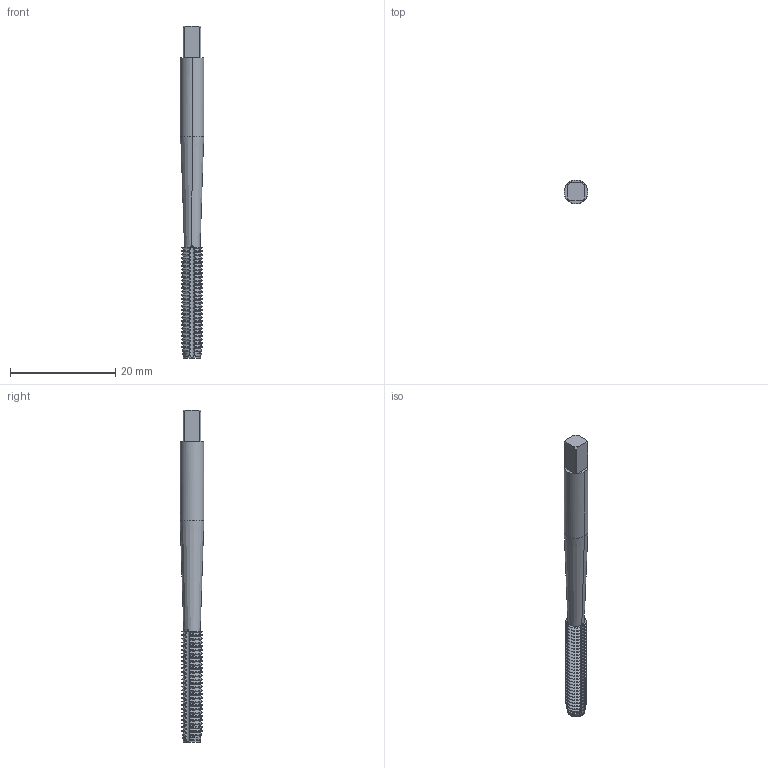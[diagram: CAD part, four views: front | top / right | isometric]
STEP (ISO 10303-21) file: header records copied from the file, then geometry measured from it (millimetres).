
FILE_DESCRIPTION(('no description'),'unknown implementation level');
FILE_NAME('solid4h8mrn2Og_floUYqnblGa9g6t_E_1.STP',' ',('CIM GmbH Aachen'),('CADClick - KiM GmbH - www.kimweb.de'),'unknown preprocess','ACIS','unknown authorization');
FILE_SCHEMA(('automotive_design'));
Length unit declared in the file: millimetre
Products named in the file (2): 1; 2
Bounding box: 4.5 x 4.5 x 63 mm (x, y, z)
Volume: 745.8 mm3; surface area: 1319.9 mm2
Topology: 2 solids, 2 shells, 631 faces, 1752 edges, 1125 vertices
Faces by surface type: cone 326, cylinder 282, plane 17, torus 6
Entity records: 42322 total; most frequent: CARTESIAN_POINT 6887, STYLED_ITEM 3510, PRESENTATION_STYLE_ASSIGNMENT 3510, COLOUR_RGB 3510, ORIENTED_EDGE 3504, DIRECTION 3329, EDGE_CURVE 1752, CURVE_STYLE 1752
